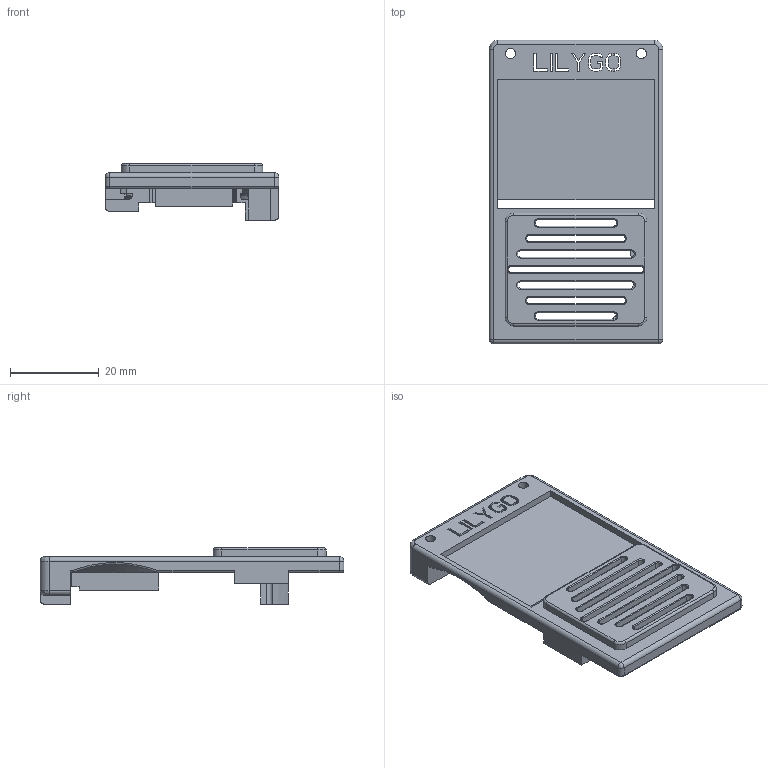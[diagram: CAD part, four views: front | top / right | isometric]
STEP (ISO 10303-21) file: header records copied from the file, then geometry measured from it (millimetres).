
FILE_DESCRIPTION((''),'2;1');
FILE_NAME('H632_H633','2024-01-29T15:55:12',('HR'),(''),'CREO PARAMETRIC BY PTC INC, 2019010','CREO PARAMETRIC BY PTC INC, 2019010','');
FILE_SCHEMA(('AUTOMOTIVE_DESIGN { 1 0 10303 214 1 1 1 1 }'));
Length unit declared in the file: millimetre
Products named in the file (1): H632_H633
Bounding box: 39.2 x 68.5 x 12.75 mm (x, y, z)
Volume: 9866.1 mm3; surface area: 8991.9 mm2
Topology: 1 solids, 1 shells, 288 faces, 804 edges, 510 vertices
Faces by surface type: plane 180, cylinder 69, torus 19, bspline 12, sphere 6, cone 2
Entity records: 10262 total; most frequent: CARTESIAN_POINT 2709, ORIENTED_EDGE 1608, DIRECTION 1516, EDGE_CURVE 804, VECTOR 594, LINE 594, VERTEX_POINT 510, AXIS2_PLACEMENT_3D 461
